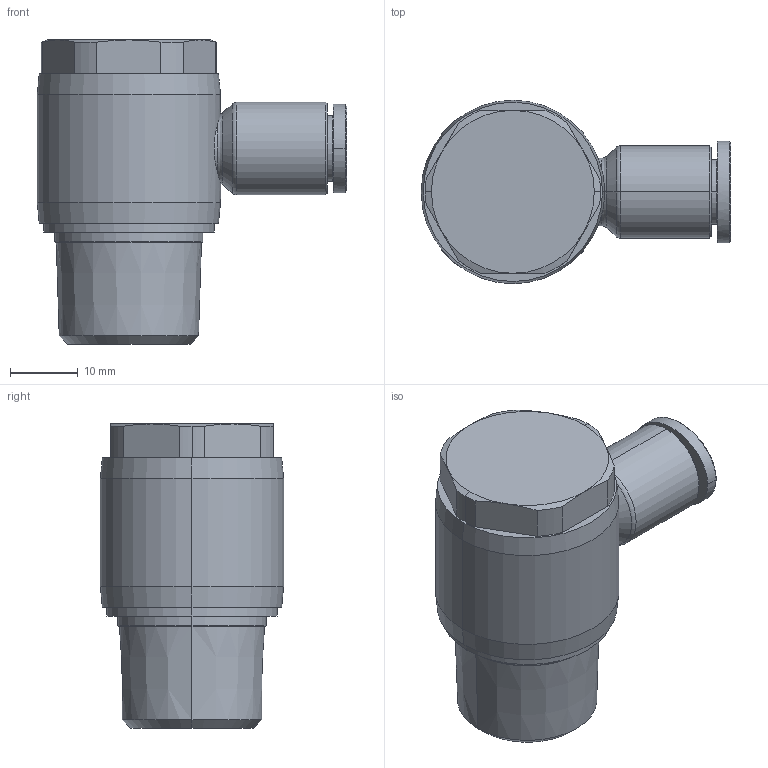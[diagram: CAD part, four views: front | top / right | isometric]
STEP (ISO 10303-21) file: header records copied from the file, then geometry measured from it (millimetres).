
FILE_DESCRIPTION((''),'2;1');
FILE_NAME('GPH_0804(3D).stp','2012-12-20T16:17:50',(''),(''),'Mechanical Desktop.R8.0.24.0','Mechanical Desktop.R8.0.24.0',', , ');
FILE_SCHEMA(('CONFIG_CONTROL_DESIGN'));
Length unit declared in the file: millimetre
Products named in the file (2): GPH_0804(3D); ºÎÇ°1
Assembly tree (1 placements, depth 2):
  GPH_0804(3D)
    ºÎÇ°1
Bounding box: 45.6 x 27 x 44.8 mm (x, y, z)
Volume: 17430.7 mm3; surface area: 7529.4 mm2
Topology: 1 solids, 1 shells, 445 faces, 1227 edges, 806 vertices
Faces by surface type: plane 349, cylinder 33, bspline 31, cone 30, torus 2
Entity records: 14857 total; most frequent: CARTESIAN_POINT 3449, ORIENTED_EDGE 2450, DIRECTION 2189, EDGE_CURVE 1225, VECTOR 1047, LINE 1047, VERTEX_POINT 806, AXIS2_PLACEMENT_3D 571
